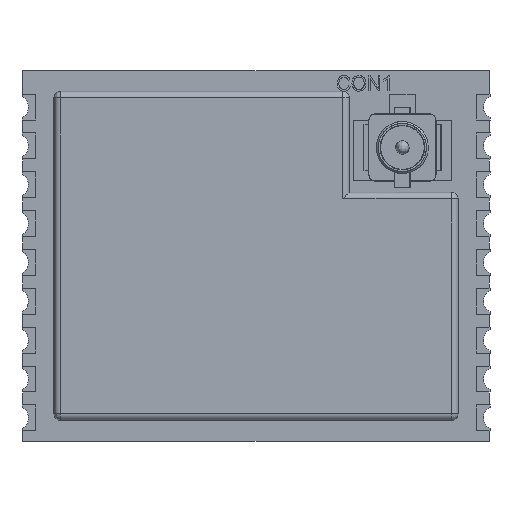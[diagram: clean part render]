
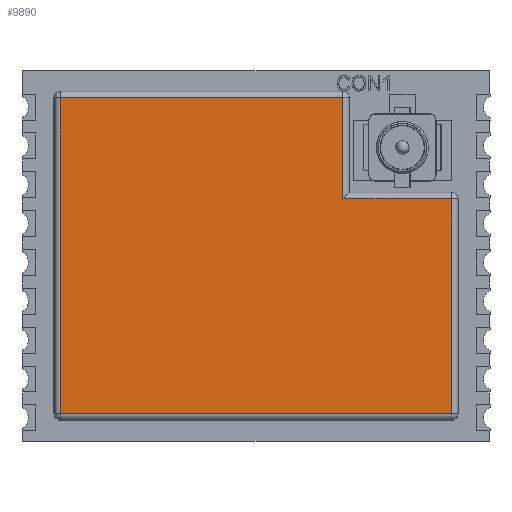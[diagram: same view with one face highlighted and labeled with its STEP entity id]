
A CAD part, top view. The second image highlights one B-rep face of the part: STEP entity #9890.
In plain terms, the highlighted planar face has unit normal (0, 0, 1).
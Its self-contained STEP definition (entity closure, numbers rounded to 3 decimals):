
#498 = EDGE_CURVE ( 'NONE', #1667, #7547, #13212, .T. ) ;
#525 = DIRECTION ( 'NONE',  ( 1., 0., 0. ) ) ;
#1024 = DIRECTION ( 'NONE',  ( 0., -1., 0. ) ) ;
#1529 = EDGE_CURVE ( 'NONE', #12467, #9637, #6494, .T. ) ;
#1667 = VERTEX_POINT ( 'NONE', #12518 ) ;
#1676 = EDGE_LOOP ( 'NONE', ( #6316, #13977, #13973, #5055, #10608, #11713 ) ) ;
#2036 = CARTESIAN_POINT ( 'NONE',  ( 7.55, 2.45, 3.28 ) ) ;
#2367 = FACE_OUTER_BOUND ( 'NONE', #1676, .T. ) ;
#2441 = EDGE_CURVE ( 'NONE', #6296, #12467, #5493, .T. ) ;
#2780 = DIRECTION ( 'NONE',  ( 1., 0., 0. ) ) ;
#3629 = VECTOR ( 'NONE', #10157, 1000. ) ;
#4191 = EDGE_CURVE ( 'NONE', #7547, #13295, #5657, .T. ) ;
#5055 = ORIENTED_EDGE ( 'NONE', *, *, #2441, .F. ) ;
#5493 = LINE ( 'NONE', #6664, #10810 ) ;
#5657 = LINE ( 'NONE', #11058, #3629 ) ;
#6296 = VERTEX_POINT ( 'NONE', #11086 ) ;
#6316 = ORIENTED_EDGE ( 'NONE', *, *, #498, .F. ) ;
#6494 = LINE ( 'NONE', #14384, #13376 ) ;
#6664 = CARTESIAN_POINT ( 'NONE',  ( 7.8, -6.1, 3.28 ) ) ;
#7547 = VERTEX_POINT ( 'NONE', #11710 ) ;
#7847 = CARTESIAN_POINT ( 'NONE',  ( -0.289, -0.289, 3.28 ) ) ;
#8214 = VECTOR ( 'NONE', #16577, 1000. ) ;
#9063 = AXIS2_PLACEMENT_3D ( 'NONE', #7847, #17607, #2780 ) ;
#9545 = EDGE_CURVE ( 'NONE', #9637, #1667, #12904, .T. ) ;
#9637 = VERTEX_POINT ( 'NONE', #11285 ) ;
#9890 = ADVANCED_FACE ( 'NONE', ( #2367 ), #15492, .T. ) ;
#10157 = DIRECTION ( 'NONE',  ( 1., 0., 0. ) ) ;
#10608 = ORIENTED_EDGE ( 'NONE', *, *, #16673, .F. ) ;
#10810 = VECTOR ( 'NONE', #10882, 1000. ) ;
#10882 = DIRECTION ( 'NONE',  ( -1., 0., 0. ) ) ;
#10896 = VECTOR ( 'NONE', #1024, 1000. ) ;
#11058 = CARTESIAN_POINT ( 'NONE',  ( 3.6, 2.2, 3.28 ) ) ;
#11086 = CARTESIAN_POINT ( 'NONE',  ( 7.55, -6.1, 3.28 ) ) ;
#11285 = CARTESIAN_POINT ( 'NONE',  ( -7.55, 6.1, 3.28 ) ) ;
#11580 = VECTOR ( 'NONE', #525, 1000. ) ;
#11710 = CARTESIAN_POINT ( 'NONE',  ( 3.35, 2.2, 3.28 ) ) ;
#11713 = ORIENTED_EDGE ( 'NONE', *, *, #4191, .F. ) ;
#11915 = DIRECTION ( 'NONE',  ( 0., 1., 0. ) ) ;
#12467 = VERTEX_POINT ( 'NONE', #16830 ) ;
#12518 = CARTESIAN_POINT ( 'NONE',  ( 3.35, 6.1, 3.28 ) ) ;
#12717 = CARTESIAN_POINT ( 'NONE',  ( -7.8, 6.1, 3.28 ) ) ;
#12904 = LINE ( 'NONE', #12717, #11580 ) ;
#13212 = LINE ( 'NONE', #14700, #10896 ) ;
#13295 = VERTEX_POINT ( 'NONE', #15024 ) ;
#13376 = VECTOR ( 'NONE', #11915, 1000. ) ;
#13973 = ORIENTED_EDGE ( 'NONE', *, *, #1529, .F. ) ;
#13977 = ORIENTED_EDGE ( 'NONE', *, *, #9545, .F. ) ;
#14088 = LINE ( 'NONE', #2036, #8214 ) ;
#14384 = CARTESIAN_POINT ( 'NONE',  ( -7.55, -6.35, 3.28 ) ) ;
#14700 = CARTESIAN_POINT ( 'NONE',  ( 3.35, 6.35, 3.28 ) ) ;
#15024 = CARTESIAN_POINT ( 'NONE',  ( 7.55, 2.2, 3.28 ) ) ;
#15492 = PLANE ( 'NONE',  #9063 ) ;
#16577 = DIRECTION ( 'NONE',  ( 0., -1., 0. ) ) ;
#16673 = EDGE_CURVE ( 'NONE', #13295, #6296, #14088, .T. ) ;
#16830 = CARTESIAN_POINT ( 'NONE',  ( -7.55, -6.1, 3.28 ) ) ;
#17607 = DIRECTION ( 'NONE',  ( 0., 0., 1. ) ) ;
